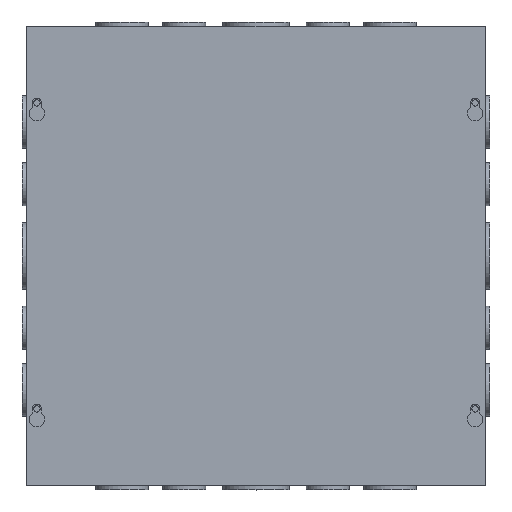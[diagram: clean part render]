
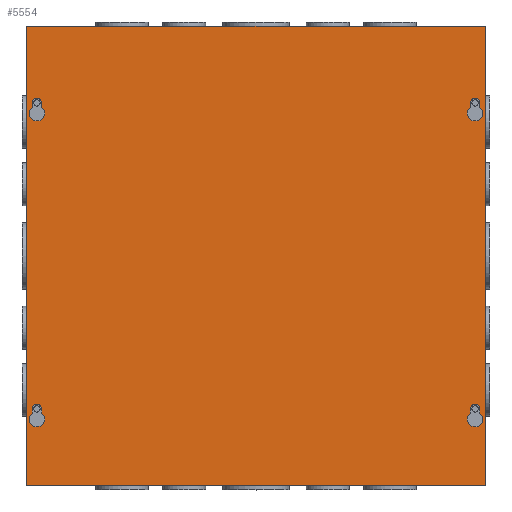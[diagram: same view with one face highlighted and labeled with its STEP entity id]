
A CAD part, top view. The second image highlights one B-rep face of the part: STEP entity #5554.
In plain terms, the highlighted planar face has unit normal (0, 0, 1).
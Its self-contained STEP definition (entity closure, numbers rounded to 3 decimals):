
#540=LINE('',#10733,#907);
#544=LINE('',#10742,#911);
#547=LINE('',#10748,#914);
#550=LINE('',#10754,#917);
#560=LINE('',#10790,#927);
#561=LINE('',#10795,#928);
#562=LINE('',#10798,#929);
#563=LINE('',#10803,#930);
#564=LINE('',#10806,#931);
#565=LINE('',#10811,#932);
#566=LINE('',#10814,#933);
#567=LINE('',#10819,#934);
#907=VECTOR('',#7578,1000.);
#911=VECTOR('',#7584,1000.);
#914=VECTOR('',#7589,1000.);
#917=VECTOR('',#7594,1000.);
#927=VECTOR('',#7624,1000.);
#928=VECTOR('',#7627,1000.);
#929=VECTOR('',#7630,1000.);
#930=VECTOR('',#7633,1000.);
#931=VECTOR('',#7636,1000.);
#932=VECTOR('',#7639,1000.);
#933=VECTOR('',#7642,1000.);
#934=VECTOR('',#7645,1000.);
#1175=CIRCLE('',#6150,3.175);
#1176=CIRCLE('',#6151,5.156);
#1177=CIRCLE('',#6152,3.175);
#1178=CIRCLE('',#6153,5.156);
#1179=CIRCLE('',#6154,3.175);
#1180=CIRCLE('',#6155,5.156);
#1181=CIRCLE('',#6156,3.175);
#1182=CIRCLE('',#6157,5.156);
#2493=ORIENTED_EDGE('',*,*,#3242,.F.);
#2494=ORIENTED_EDGE('',*,*,#3243,.F.);
#2495=ORIENTED_EDGE('',*,*,#3244,.F.);
#2496=ORIENTED_EDGE('',*,*,#3245,.F.);
#2497=ORIENTED_EDGE('',*,*,#3246,.F.);
#2498=ORIENTED_EDGE('',*,*,#3247,.F.);
#2499=ORIENTED_EDGE('',*,*,#3248,.F.);
#2500=ORIENTED_EDGE('',*,*,#3249,.F.);
#2501=ORIENTED_EDGE('',*,*,#3250,.F.);
#2502=ORIENTED_EDGE('',*,*,#3251,.F.);
#2503=ORIENTED_EDGE('',*,*,#3252,.F.);
#2504=ORIENTED_EDGE('',*,*,#3253,.F.);
#2505=ORIENTED_EDGE('',*,*,#3254,.F.);
#2506=ORIENTED_EDGE('',*,*,#3255,.F.);
#2507=ORIENTED_EDGE('',*,*,#3256,.F.);
#2508=ORIENTED_EDGE('',*,*,#3257,.F.);
#2509=ORIENTED_EDGE('',*,*,#3214,.T.);
#2510=ORIENTED_EDGE('',*,*,#3218,.T.);
#2511=ORIENTED_EDGE('',*,*,#3221,.T.);
#2512=ORIENTED_EDGE('',*,*,#3224,.T.);
#3214=EDGE_CURVE('',#3744,#3745,#540,.T.);
#3218=EDGE_CURVE('',#3745,#3748,#544,.T.);
#3221=EDGE_CURVE('',#3748,#3750,#547,.T.);
#3224=EDGE_CURVE('',#3750,#3744,#550,.T.);
#3242=EDGE_CURVE('',#3768,#3769,#560,.T.);
#3243=EDGE_CURVE('',#3770,#3768,#1175,.T.);
#3244=EDGE_CURVE('',#3771,#3770,#561,.T.);
#3245=EDGE_CURVE('',#3769,#3771,#1176,.T.);
#3246=EDGE_CURVE('',#3772,#3773,#562,.T.);
#3247=EDGE_CURVE('',#3774,#3772,#1177,.T.);
#3248=EDGE_CURVE('',#3775,#3774,#563,.T.);
#3249=EDGE_CURVE('',#3773,#3775,#1178,.T.);
#3250=EDGE_CURVE('',#3776,#3777,#564,.T.);
#3251=EDGE_CURVE('',#3778,#3776,#1179,.T.);
#3252=EDGE_CURVE('',#3779,#3778,#565,.T.);
#3253=EDGE_CURVE('',#3777,#3779,#1180,.T.);
#3254=EDGE_CURVE('',#3780,#3781,#566,.T.);
#3255=EDGE_CURVE('',#3782,#3780,#1181,.T.);
#3256=EDGE_CURVE('',#3783,#3782,#567,.T.);
#3257=EDGE_CURVE('',#3781,#3783,#1182,.T.);
#3744=VERTEX_POINT('',#10734);
#3745=VERTEX_POINT('',#10735);
#3748=VERTEX_POINT('',#10743);
#3750=VERTEX_POINT('',#10749);
#3768=VERTEX_POINT('',#10791);
#3769=VERTEX_POINT('',#10792);
#3770=VERTEX_POINT('',#10794);
#3771=VERTEX_POINT('',#10796);
#3772=VERTEX_POINT('',#10799);
#3773=VERTEX_POINT('',#10800);
#3774=VERTEX_POINT('',#10802);
#3775=VERTEX_POINT('',#10804);
#3776=VERTEX_POINT('',#10807);
#3777=VERTEX_POINT('',#10808);
#3778=VERTEX_POINT('',#10810);
#3779=VERTEX_POINT('',#10812);
#3780=VERTEX_POINT('',#10815);
#3781=VERTEX_POINT('',#10816);
#3782=VERTEX_POINT('',#10818);
#3783=VERTEX_POINT('',#10820);
#4416=EDGE_LOOP('',(#2493,#2494,#2495,#2496));
#4417=EDGE_LOOP('',(#2497,#2498,#2499,#2500));
#4418=EDGE_LOOP('',(#2501,#2502,#2503,#2504));
#4419=EDGE_LOOP('',(#2505,#2506,#2507,#2508));
#4420=EDGE_LOOP('',(#2509,#2510,#2511,#2512));
#4971=FACE_BOUND('',#4416,.T.);
#4972=FACE_BOUND('',#4417,.T.);
#4973=FACE_BOUND('',#4418,.T.);
#4974=FACE_BOUND('',#4419,.T.);
#4975=FACE_BOUND('',#4420,.T.);
#5203=PLANE('',#6149);
#5554=ADVANCED_FACE('',(#4971,#4972,#4973,#4974,#4975),#5203,.T.);
#6149=AXIS2_PLACEMENT_3D('',#10789,#7622,#7623);
#6150=AXIS2_PLACEMENT_3D('',#10793,#7625,#7626);
#6151=AXIS2_PLACEMENT_3D('',#10797,#7628,#7629);
#6152=AXIS2_PLACEMENT_3D('',#10801,#7631,#7632);
#6153=AXIS2_PLACEMENT_3D('',#10805,#7634,#7635);
#6154=AXIS2_PLACEMENT_3D('',#10809,#7637,#7638);
#6155=AXIS2_PLACEMENT_3D('',#10813,#7640,#7641);
#6156=AXIS2_PLACEMENT_3D('',#10817,#7643,#7644);
#6157=AXIS2_PLACEMENT_3D('',#10821,#7646,#7647);
#7578=DIRECTION('',(0.,-1.,0.));
#7584=DIRECTION('',(1.,0.,0.));
#7589=DIRECTION('',(0.,1.,0.));
#7594=DIRECTION('',(-1.,0.,0.));
#7622=DIRECTION('',(0.,0.,1.));
#7623=DIRECTION('',(1.,0.,0.));
#7624=DIRECTION('',(0.,-1.,0.));
#7625=DIRECTION('',(0.,0.,1.));
#7626=DIRECTION('',(1.,0.,0.));
#7627=DIRECTION('',(0.,1.,0.));
#7628=DIRECTION('',(0.,0.,1.));
#7629=DIRECTION('',(1.,0.,0.));
#7630=DIRECTION('',(0.,-1.,0.));
#7631=DIRECTION('',(0.,0.,1.));
#7632=DIRECTION('',(1.,0.,0.));
#7633=DIRECTION('',(0.,1.,0.));
#7634=DIRECTION('',(0.,0.,1.));
#7635=DIRECTION('',(1.,0.,0.));
#7636=DIRECTION('',(0.,-1.,0.));
#7637=DIRECTION('',(0.,0.,1.));
#7638=DIRECTION('',(1.,0.,0.));
#7639=DIRECTION('',(0.,1.,0.));
#7640=DIRECTION('',(0.,0.,1.));
#7641=DIRECTION('',(1.,0.,0.));
#7642=DIRECTION('',(0.,-1.,0.));
#7643=DIRECTION('',(0.,0.,1.));
#7644=DIRECTION('',(1.,0.,0.));
#7645=DIRECTION('',(0.,1.,0.));
#7646=DIRECTION('',(0.,0.,1.));
#7647=DIRECTION('',(1.,0.,0.));
#10733=CARTESIAN_POINT('',(-152.4,152.4,0.));
#10734=CARTESIAN_POINT('',(-152.4,152.4,0.));
#10735=CARTESIAN_POINT('',(-152.4,-152.4,0.));
#10742=CARTESIAN_POINT('',(-152.4,-152.4,0.));
#10743=CARTESIAN_POINT('',(152.4,-152.4,0.));
#10748=CARTESIAN_POINT('',(152.4,-152.4,0.));
#10749=CARTESIAN_POINT('',(152.4,152.4,0.));
#10754=CARTESIAN_POINT('',(152.4,152.4,0.));
#10789=CARTESIAN_POINT('',(-152.4,-152.4,0.));
#10790=CARTESIAN_POINT('',(-148.717,-152.4,0.));
#10791=CARTESIAN_POINT('',(-148.717,101.6,0.));
#10792=CARTESIAN_POINT('',(-148.717,98.754,0.));
#10793=CARTESIAN_POINT('',(-145.542,101.6,0.));
#10794=CARTESIAN_POINT('',(-142.367,101.6,0.));
#10795=CARTESIAN_POINT('',(-142.367,-152.4,0.));
#10796=CARTESIAN_POINT('',(-142.367,98.754,0.));
#10797=CARTESIAN_POINT('',(-145.542,94.691,0.));
#10798=CARTESIAN_POINT('',(142.367,-152.4,0.));
#10799=CARTESIAN_POINT('',(142.367,101.6,0.));
#10800=CARTESIAN_POINT('',(142.367,98.754,0.));
#10801=CARTESIAN_POINT('',(145.542,101.6,0.));
#10802=CARTESIAN_POINT('',(148.717,101.6,0.));
#10803=CARTESIAN_POINT('',(148.717,-152.4,0.));
#10804=CARTESIAN_POINT('',(148.717,98.754,0.));
#10805=CARTESIAN_POINT('',(145.542,94.691,0.));
#10806=CARTESIAN_POINT('',(-148.717,-152.4,0.));
#10807=CARTESIAN_POINT('',(-148.717,-101.6,0.));
#10808=CARTESIAN_POINT('',(-148.717,-104.446,0.));
#10809=CARTESIAN_POINT('',(-145.542,-101.6,0.));
#10810=CARTESIAN_POINT('',(-142.367,-101.6,0.));
#10811=CARTESIAN_POINT('',(-142.367,-152.4,0.));
#10812=CARTESIAN_POINT('',(-142.367,-104.446,0.));
#10813=CARTESIAN_POINT('',(-145.542,-108.509,0.));
#10814=CARTESIAN_POINT('',(142.367,-152.4,0.));
#10815=CARTESIAN_POINT('',(142.367,-101.6,0.));
#10816=CARTESIAN_POINT('',(142.367,-104.446,0.));
#10817=CARTESIAN_POINT('',(145.542,-101.6,0.));
#10818=CARTESIAN_POINT('',(148.717,-101.6,0.));
#10819=CARTESIAN_POINT('',(148.717,-152.4,0.));
#10820=CARTESIAN_POINT('',(148.717,-104.446,0.));
#10821=CARTESIAN_POINT('',(145.542,-108.509,0.));
